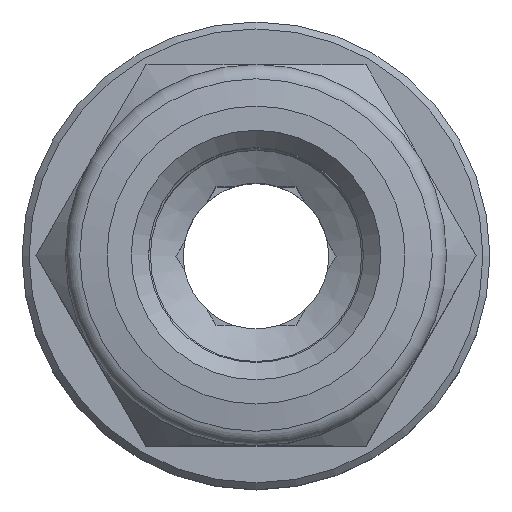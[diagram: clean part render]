
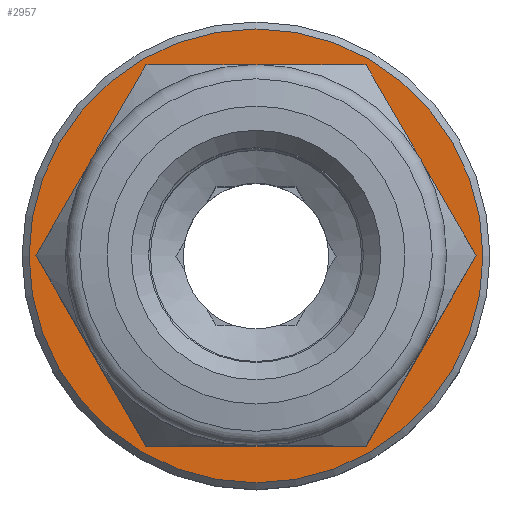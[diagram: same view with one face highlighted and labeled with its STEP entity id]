
A CAD part, top view. The second image highlights one B-rep face of the part: STEP entity #2957.
In plain terms, the highlighted face is planar.
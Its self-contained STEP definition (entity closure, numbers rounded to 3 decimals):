
#46=VECTOR('',#2290,1.);
#47=VECTOR('',#2291,1.);
#48=VECTOR('',#2292,1.);
#49=VECTOR('',#2293,1.);
#50=VECTOR('',#2294,1.);
#51=VECTOR('',#2295,1.);
#88=LINE('',#2622,#46);
#89=LINE('',#2624,#47);
#90=LINE('',#2626,#48);
#91=LINE('',#2628,#49);
#92=LINE('',#2630,#50);
#93=LINE('',#2631,#51);
#844=PLANE('',#2842);
#962=ORIENTED_EDGE('',*,*,#1324,.T.);
#963=ORIENTED_EDGE('',*,*,#1325,.F.);
#964=ORIENTED_EDGE('',*,*,#1326,.F.);
#965=ORIENTED_EDGE('',*,*,#1327,.F.);
#966=ORIENTED_EDGE('',*,*,#1328,.F.);
#967=ORIENTED_EDGE('',*,*,#1329,.F.);
#968=ORIENTED_EDGE('',*,*,#1330,.F.);
#1168=CIRCLE('',#2841,6.55);
#1234=VERTEX_POINT('',#2617);
#1235=VERTEX_POINT('',#2620);
#1236=VERTEX_POINT('',#2621);
#1237=VERTEX_POINT('',#2623);
#1238=VERTEX_POINT('',#2625);
#1239=VERTEX_POINT('',#2627);
#1240=VERTEX_POINT('',#2629);
#1324=EDGE_CURVE('',#1234,#1234,#1168,.T.);
#1325=EDGE_CURVE('',#1235,#1236,#88,.T.);
#1326=EDGE_CURVE('',#1237,#1235,#89,.T.);
#1327=EDGE_CURVE('',#1238,#1237,#90,.T.);
#1328=EDGE_CURVE('',#1239,#1238,#91,.T.);
#1329=EDGE_CURVE('',#1240,#1239,#92,.T.);
#1330=EDGE_CURVE('',#1236,#1240,#93,.T.);
#1443=EDGE_LOOP('',(#962));
#1444=EDGE_LOOP('',(#963,#964,#965,#966,#967,#968));
#1549=FACE_BOUND('',#1443,.T.);
#1550=FACE_BOUND('',#1444,.T.);
#2286=DIRECTION('',(0.,1.,0.));
#2287=DIRECTION('',(-6.55,0.,0.));
#2288=DIRECTION('',(0.,1.,0.));
#2289=DIRECTION('',(1.,0.,0.));
#2290=DIRECTION('',(0.,0.,-6.351));
#2291=DIRECTION('',(5.5,0.,-3.175));
#2292=DIRECTION('',(5.5,0.,3.175));
#2293=DIRECTION('',(0.,0.,6.351));
#2294=DIRECTION('',(-5.5,0.,3.175));
#2295=DIRECTION('',(-5.5,0.,-3.175));
#2617=CARTESIAN_POINT('',(119.126,89.644,0.));
#2618=CARTESIAN_POINT('',(125.676,89.644,0.));
#2619=CARTESIAN_POINT('',(125.676,89.644,0.));
#2620=CARTESIAN_POINT('',(131.176,89.644,3.175));
#2621=CARTESIAN_POINT('',(131.176,89.644,-3.175));
#2622=CARTESIAN_POINT('',(131.176,89.644,3.175));
#2623=CARTESIAN_POINT('',(125.676,89.644,6.351));
#2624=CARTESIAN_POINT('',(125.676,89.644,6.351));
#2625=CARTESIAN_POINT('',(120.176,89.644,3.175));
#2626=CARTESIAN_POINT('',(120.176,89.644,3.175));
#2627=CARTESIAN_POINT('',(120.176,89.644,-3.175));
#2628=CARTESIAN_POINT('',(120.176,89.644,-3.175));
#2629=CARTESIAN_POINT('',(125.676,89.644,-6.351));
#2630=CARTESIAN_POINT('',(125.676,89.644,-6.351));
#2631=CARTESIAN_POINT('',(131.176,89.644,-3.175));
#2841=AXIS2_PLACEMENT_3D('',#2618,#2286,#2287);
#2842=AXIS2_PLACEMENT_3D('',#2619,#2288,#2289);
#2957=ADVANCED_FACE('',(#1549,#1550),#844,.T.);
